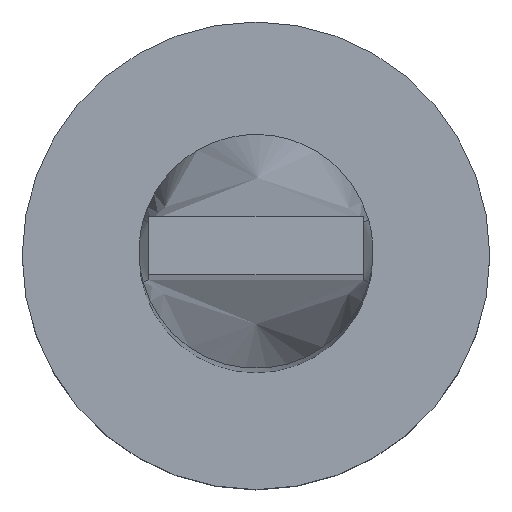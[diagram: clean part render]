
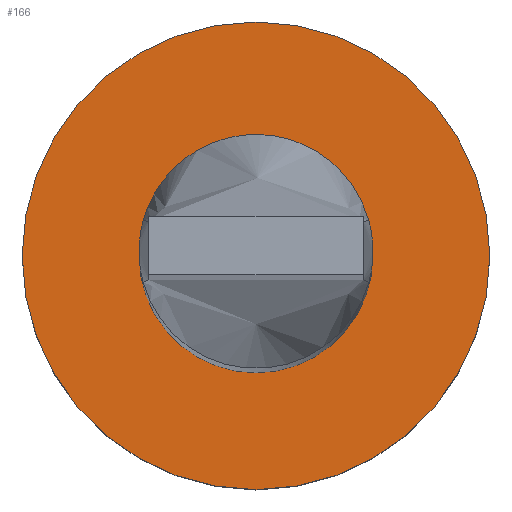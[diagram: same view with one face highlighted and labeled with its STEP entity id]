
A CAD part, top view. The second image highlights one B-rep face of the part: STEP entity #166.
In plain terms, the highlighted planar face has unit normal (0, 0, 1).
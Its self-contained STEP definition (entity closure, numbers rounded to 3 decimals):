
#8 = DIRECTION ( 'NONE',  ( 0., 0., 1. ) ) ;
#17 = VERTEX_POINT ( 'NONE', #42 ) ;
#37 = CIRCLE ( 'NONE', #424, 3. ) ;
#42 = CARTESIAN_POINT ( 'NONE',  ( 3., 0., 5. ) ) ;
#66 = CIRCLE ( 'NONE', #274, 6. ) ;
#68 = CARTESIAN_POINT ( 'NONE',  ( 6., 0., 5. ) ) ;
#70 = ORIENTED_EDGE ( 'NONE', *, *, #403, .F. ) ;
#72 = ORIENTED_EDGE ( 'NONE', *, *, #464, .T. ) ;
#88 = FACE_OUTER_BOUND ( 'NONE', #217, .T. ) ;
#90 = CARTESIAN_POINT ( 'NONE',  ( 0., 0., 5. ) ) ;
#102 = DIRECTION ( 'NONE',  ( 1., 0., 0. ) ) ;
#115 = ORIENTED_EDGE ( 'NONE', *, *, #468, .T. ) ;
#120 = VERTEX_POINT ( 'NONE', #147 ) ;
#131 = AXIS2_PLACEMENT_3D ( 'NONE', #446, #231, #186 ) ;
#147 = CARTESIAN_POINT ( 'NONE',  ( -6., 0., 5. ) ) ;
#166 = ADVANCED_FACE ( 'NONE', ( #445, #88 ), #281, .T. ) ;
#186 = DIRECTION ( 'NONE',  ( 1., 0., 0. ) ) ;
#187 = CARTESIAN_POINT ( 'NONE',  ( 0., 0., 5. ) ) ;
#191 = DIRECTION ( 'NONE',  ( 0., 0., 1. ) ) ;
#217 = EDGE_LOOP ( 'NONE', ( #115, #72 ) ) ;
#231 = DIRECTION ( 'NONE',  ( 0., 0., 1. ) ) ;
#233 = DIRECTION ( 'NONE',  ( 0., 0., 1. ) ) ;
#252 = AXIS2_PLACEMENT_3D ( 'NONE', #90, #191, #375 ) ;
#262 = CIRCLE ( 'NONE', #389, 3. ) ;
#266 = VERTEX_POINT ( 'NONE', #68 ) ;
#274 = AXIS2_PLACEMENT_3D ( 'NONE', #373, #8, #408 ) ;
#281 = PLANE ( 'NONE',  #131 ) ;
#292 = DIRECTION ( 'NONE',  ( 1., 0., 0. ) ) ;
#295 = CARTESIAN_POINT ( 'NONE',  ( -3., 0., 5. ) ) ;
#349 = EDGE_LOOP ( 'NONE', ( #70, #495 ) ) ;
#373 = CARTESIAN_POINT ( 'NONE',  ( 0., 0., 5. ) ) ;
#375 = DIRECTION ( 'NONE',  ( 1., 0., 0. ) ) ;
#389 = AXIS2_PLACEMENT_3D ( 'NONE', #463, #233, #292 ) ;
#403 = EDGE_CURVE ( 'NONE', #435, #17, #37, .T. ) ;
#408 = DIRECTION ( 'NONE',  ( 1., 0., 0. ) ) ;
#424 = AXIS2_PLACEMENT_3D ( 'NONE', #187, #537, #102 ) ;
#427 = EDGE_CURVE ( 'NONE', #17, #435, #262, .T. ) ;
#435 = VERTEX_POINT ( 'NONE', #295 ) ;
#445 = FACE_BOUND ( 'NONE', #349, .T. ) ;
#446 = CARTESIAN_POINT ( 'NONE',  ( 0., 0., 5. ) ) ;
#463 = CARTESIAN_POINT ( 'NONE',  ( 0., 0., 5. ) ) ;
#464 = EDGE_CURVE ( 'NONE', #266, #120, #66, .T. ) ;
#468 = EDGE_CURVE ( 'NONE', #120, #266, #531, .T. ) ;
#495 = ORIENTED_EDGE ( 'NONE', *, *, #427, .F. ) ;
#531 = CIRCLE ( 'NONE', #252, 6. ) ;
#537 = DIRECTION ( 'NONE',  ( 0., 0., 1. ) ) ;
